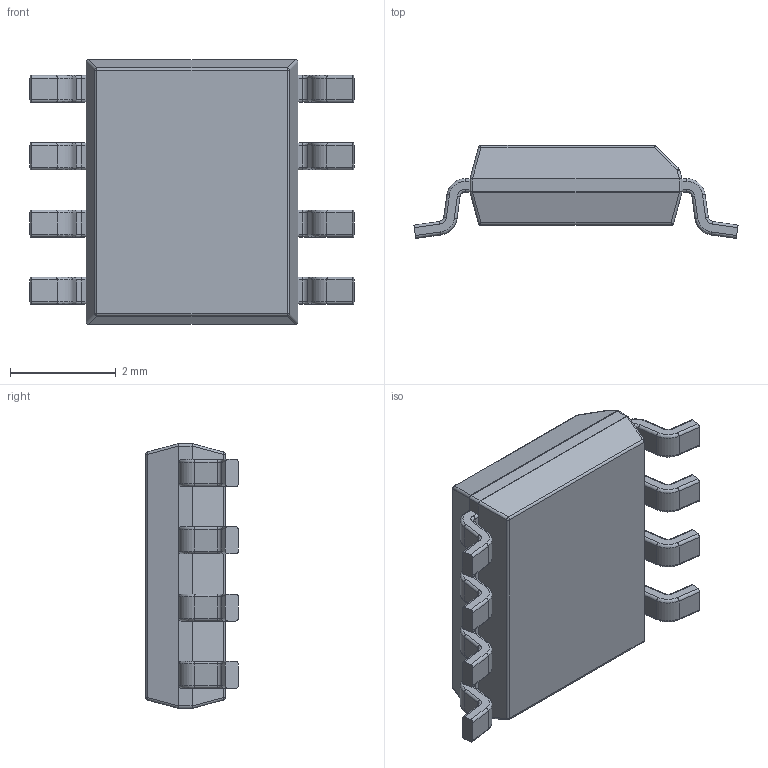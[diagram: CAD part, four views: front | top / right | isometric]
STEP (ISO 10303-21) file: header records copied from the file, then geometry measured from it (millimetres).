
FILE_DESCRIPTION(('FreeCAD Model'),'2;1');
FILE_NAME( 'SOIC_8.STEP', '2021-02-20T10:24:27',('Author'),(''), 'Open CASCADE STEP processor 7.3','FreeCAD','Unknown');
FILE_SCHEMA(('AUTOMOTIVE_DESIGN { 1 0 10303 214 1 1 1 1 }'));
Length unit declared in the file: millimetre
Products named in the file (1): User_Library-SOIC-8
Bounding box: 6.11 x 1.75 x 5 mm (x, y, z)
Volume: 29.4 mm3; surface area: 80.3 mm2
Topology: 9 solids, 9 shells, 329 faces, 2310 edges, 6620 vertices
Faces by surface type: cylinder 157, plane 96, bspline 76
Entity records: 45560 total; most frequent: CARTESIAN_POINT 20652, DIRECTION 4536, LINE 2222, VECTOR 2222, GEOMETRIC_CURVE_SET 1541, ORIENTED_EDGE 1540, PCURVE 1540, DEFINITIONAL_REPRESENTATION 1540
